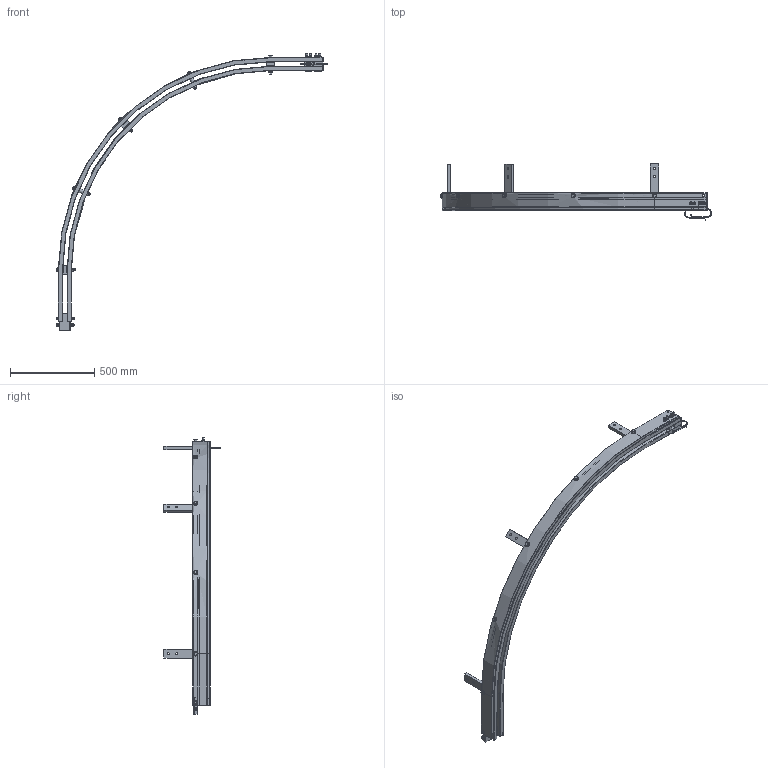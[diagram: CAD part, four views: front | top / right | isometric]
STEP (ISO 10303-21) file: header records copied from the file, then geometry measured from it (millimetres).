
FILE_DESCRIPTION((''),'2;1');
FILE_NAME('ETA-4 Curve.stp','2011-09-08T09:42:53',('jholman'),(''),'Autodesk Inventor 2011','Autodesk Inventor 2011','');
FILE_SCHEMA(('AUTOMOTIVE_DESIGN { 1 0 10303 214 1 1 1 1 }'));
Length unit declared in the file: inch
Products named in the file (18): 3D11KOD4D; 3D11GOD4D; 3D11C7F4C; 3D11B7F4C; 3D1193E4C; 3D11A5E4B; 3D11KKB4A; Hex Cap Screw - Metric M10 x 100; Prevailing Torque Type Hex Nut - Steel Metric Property Class 9 - Metric M10 x 1.5 Metal Type; 3D11JOD4B; Prevailing Torque Type Hex Nut - UNC (Regular Thread - Inch)  (IFI) 1/2 - 13 Metal Type; Hex Bolt - UNC (Regular Thread - Inch) 1/2-13 UNC - 4; 3D11N3B4A; 3D11IOD4A; 3D11HOD4B; Hex Bolt - UNC (Regular Thread - Inch) 3/8-16 UNC - 3.75; Hex Nut - UNC (Regular Thread - Inch) 3/8 - 16; 3D1153B4A
Assembly tree (52 placements, depth 3):
  3D11KOD4D
    3D11GOD4D
    3D11C7F4C
      3D11B7F4C
      3D1193E4C
      3D11A5E4B
      3D11KKB4A  x2
      Hex Cap Screw - Metric M10 x 100  x4
      Prevailing Torque Type Hex Nut - Steel Metric Property Class 9 - Metric M10 x 1.5 Metal Type  x4
    3D11JOD4B
    Prevailing Torque Type Hex Nut - UNC (Regular Thread - Inch)  (IFI) 1/2 - 13 Metal Type  x5
    Hex Bolt - UNC (Regular Thread - Inch) 1/2-13 UNC - 4  x5
    3D11N3B4A  x10
    3D11IOD4A  x5
    3D11HOD4B  x3
    Hex Bolt - UNC (Regular Thread - Inch) 3/8-16 UNC - 3.75  x2
    Hex Nut - UNC (Regular Thread - Inch) 3/8 - 16  x2
    3D1153B4A  x4
Bounding box: 1606.74 x 332.2 x 1639.08 mm (x, y, z)
Volume: 5873697.9 mm3; surface area: 2191152.4 mm2
Topology: 52 solids, 52 shells, 1423 faces, 3230 edges, 1733 vertices
Faces by surface type: plane 389, cylinder 326, bspline 252, cone 183, torus 157, sphere 116
Full cylindrical faces by diameter (mm): 3.175 x3, 4.763 x1, 6.35 x1, 6.747 x2, 7.798 x2, 8.376 x4, 9.525 x2, 9.855 x2, 10 x4, 10.319 x4, 10.592 x5, 11.113 x6, 12.7 x5, 13.081 x5, 13.494 x16, 13.6 x4, 14.288 x12, 14.6 x4, 15.875 x5, 19.05 x5, 22.225 x5, 22.622 x3, 26.988 x10
Entity records: 20279 total; most frequent: CARTESIAN_POINT 5671, DIRECTION 3135, ORIENTED_EDGE 2704, EDGE_CURVE 1352, AXIS2_PLACEMENT_3D 1315, VERTEX_POINT 826, EDGE_LOOP 766, CIRCLE 668
